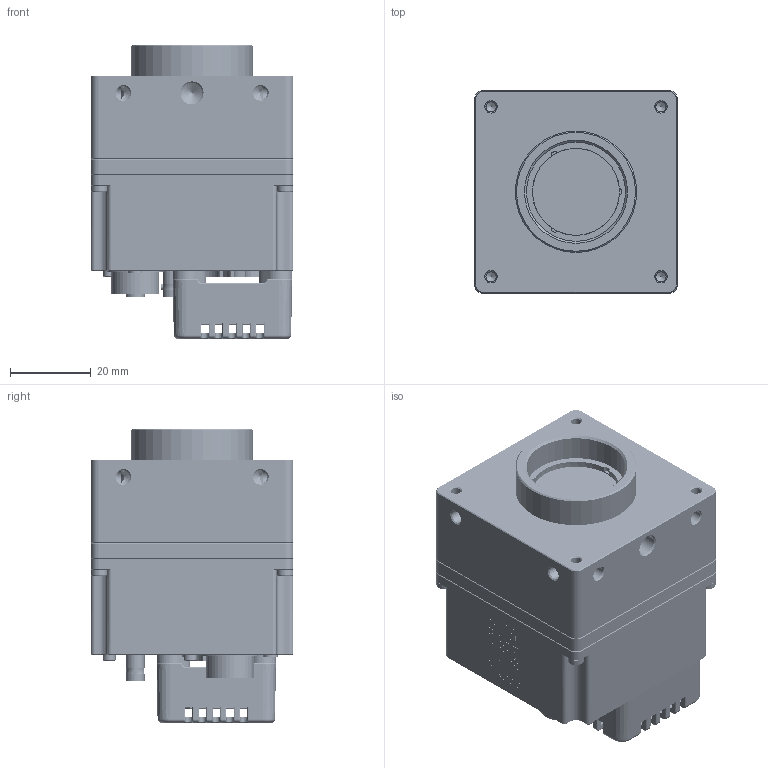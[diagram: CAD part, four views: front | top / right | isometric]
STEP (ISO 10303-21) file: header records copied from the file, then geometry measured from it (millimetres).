
FILE_DESCRIPTION (( 'STEP AP214' ), '1' );
FILE_NAME ('F002246-01001 FXO487xCX-12 2C.STEP', '2022-07-12T15:05:24', ( '' ), ( '' ), 'SwSTEP 2.0', 'SolidWorks 2021', '' );
FILE_SCHEMA (( 'AUTOMOTIVE_DESIGN' ));
Length unit declared in the file: millimetre
Products named in the file (19): E006048-01001 L黤terk鋐ig FXO 25x25x10 Spritzguss Kunststoff- Fertigteil - lackiert_L乫terk刦ig Gr斸e 25; E002400-04001 Montage Flansch HRS10A; E002082 Lichtleiter Mentor 1282.2000; E006304-01001 Mittelteil FXO kurz CX12-2 Fertigteil - lackiert - blau; N000035-00000 Schraube M2x12 Torx ISO14580_M2x12; HRS12 Mutter; CXP 12 Stecker; E006046-01001 R點kplatte FXO CXP12 dual - lackiert Tampondruck_E006046-01001 R乧kplatte FXO CXP12 dual - lackiert Tampondruck; E004073-01001 Deckglas UV 24mm Wellenlänge 185nm bis 800nm; IMX487; F002246-01001 FXO487xCX-12 2C; IMX487 Base; E002902-02001 Frontplatte FXO530 Fertigteil - lackiert; Symb_Darstellung_Lüfter 25x25x10; E002640-02001 Filterhalter C-Mount Sternform mit Elox und Gleitlack; HRS10A-12R-12PB(71)_a; IMX487 Glass; E002086-00000 M2x3 FK; N000096-00000 Senkkopfschraube ISO 14581 A2 M2x16
Assembly tree (26 placements, depth 3):
  F002246-01001 FXO487xCX-12 2C
    E002902-02001 Frontplatte FXO530 Fertigteil - lackiert
    E006304-01001 Mittelteil FXO kurz CX12-2 Fertigteil - lackiert - blau
    E006046-01001 R點kplatte FXO CXP12 dual - lackiert Tampondruck_E006046-01001 R乧kplatte FXO CXP12 dual - lackiert Tampondruck
    IMX487
      IMX487 Base
      IMX487 Glass
    E006048-01001 L黤terk鋐ig FXO 25x25x10 Spritzguss Kunststoff- Fertigteil - lackiert_L乫terk刦ig Gr斸e 25
    Symb_Darstellung_Lüfter 25x25x10
    E004073-01001 Deckglas UV 24mm Wellenlänge 185nm bis 800nm
    E002640-02001 Filterhalter C-Mount Sternform mit Elox und Gleitlack
    HRS10A-12R-12PB(71)_a
    E002086-00000 M2x3 FK  x2
    E002400-04001 Montage Flansch HRS10A
    CXP 12 Stecker  x2
    N000035-00000 Schraube M2x12 Torx ISO14580_M2x12  x4
    E002082 Lichtleiter Mentor 1282.2000  x3
    N000096-00000 Senkkopfschraube ISO 14581 A2 M2x16  x2
    HRS12 Mutter
Bounding box: 50 x 50 x 72.63 mm (x, y, z)
Volume: 56150 mm3; surface area: 51031.9 mm2
Topology: 26 solids, 56 shells, 3786 faces, 9322 edges, 6006 vertices
Faces by surface type: plane 1907, cylinder 961, bspline 437, cone 234, torus 211, sphere 36
Full cylindrical faces by diameter (mm): 0.572 x226, 0.8 x24, 1.6 x17, 1.8 x2, 2 x6, 2.05 x2, 2.2 x8, 2.5 x5, 2.8 x6, 2.85 x3, 3.2 x3, 3.3 x8, 3.5 x2, 4 x6, 5.105 x1, 8.5 x2, 9 x1, 10.5 x1, 11 x1, 11.8 x1, 14 x1, 15 x1, 15.8 x1, 21.5 x1, 23.8 x1, 24 x1, 24.5 x1, 25.4 x1, 30 x1
Entity records: 133789 total; most frequent: CARTESIAN_POINT 33669, ORIENTED_EDGE 16460, DIRECTION 15680, EDGE_CURVE 8254, VERTEX_POINT 5569, AXIS2_PLACEMENT_3D 5376, LINE 4928, VECTOR 4928
